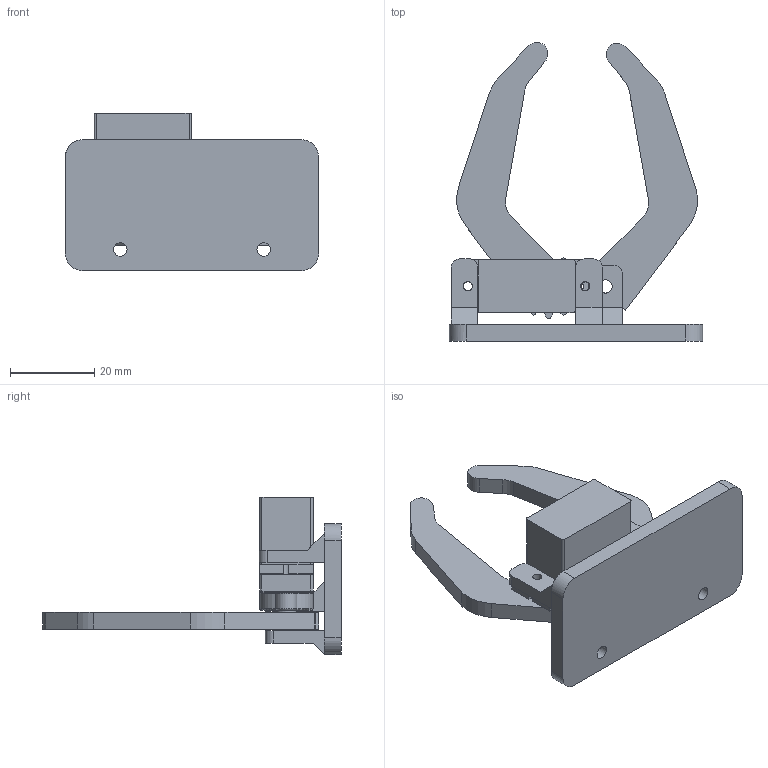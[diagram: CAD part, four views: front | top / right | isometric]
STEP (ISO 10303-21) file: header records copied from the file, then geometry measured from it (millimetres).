
FILE_DESCRIPTION(/* description */ (''),/* implementation_level */ '2;1');
FILE_NAME(/* name */ 'Gripper.step',/* time_stamp */ '2025-08-12T14:46:41+07:00',/* author */ (''),/* organization */ (''),/* preprocessor_version */ 'ST-DEVELOPER v20.1',/* originating_system */ 'Autodesk Translation Framework v14.10.0.0',/* authorisation */ '');
FILE_SCHEMA (('AUTOMOTIVE_DESIGN { 1 0 10303 214 3 1 1 }'));
Length unit declared in the file: millimetre
Products named in the file (4): revisi gripper; Spur Gear (12 teeth); Spur Gear (12 teeth) (1); SG90
Assembly tree (3 placements, depth 2):
  revisi gripper
    Spur Gear (12 teeth)
    Spur Gear (12 teeth) (1)
    SG90
Bounding box: 60 x 70.78 x 37.25 mm (x, y, z)
Volume: 21352.6 mm3; surface area: 12664.3 mm2
Topology: 4 solids, 4 shells, 281 faces, 803 edges, 534 vertices
Faces by surface type: cylinder 113, plane 104, bspline 55, torus 9
Full cylindrical faces by diameter (mm): 1.8 x1, 2.2 x2, 3.1 x1, 3.2 x4, 4.6 x1, 7.1 x1
Entity records: 18630 total; most frequent: CARTESIAN_POINT 11314, ORIENTED_EDGE 1606, DIRECTION 1420, EDGE_CURVE 803, VERTEX_POINT 534, AXIS2_PLACEMENT_3D 506, LINE 408, VECTOR 408
